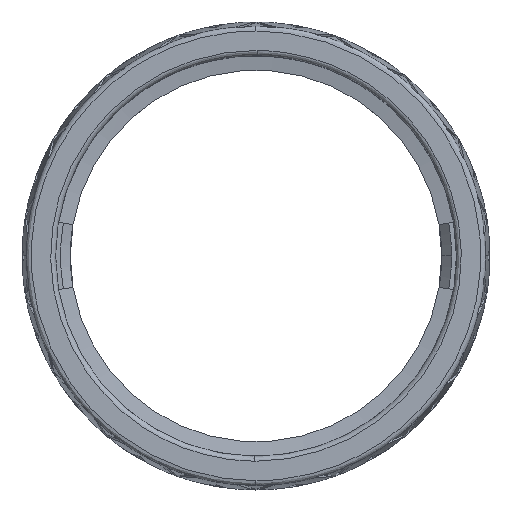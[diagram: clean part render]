
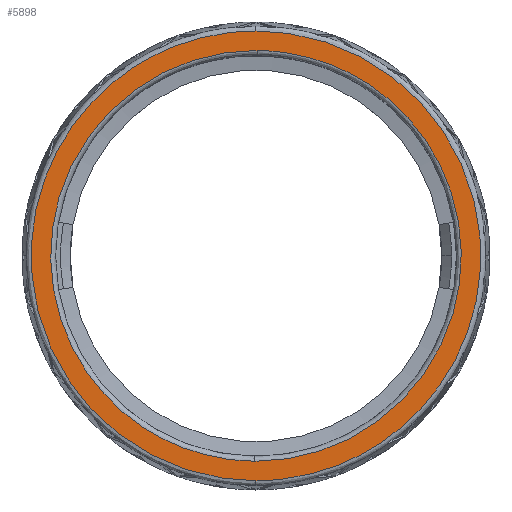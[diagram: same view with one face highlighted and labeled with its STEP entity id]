
A CAD part, top view. The second image highlights one B-rep face of the part: STEP entity #5898.
In plain terms, the highlighted planar face has unit normal (0, 0, 1).
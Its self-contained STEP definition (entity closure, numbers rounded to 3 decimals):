
#103 = VERTEX_POINT ( 'NONE', #17823 ) ;
#934 =( BOUNDED_CURVE ( )  B_SPLINE_CURVE ( 3, ( #18594, #16065, #21037, #5897 ),
 .UNSPECIFIED., .F., .F. ) 
 B_SPLINE_CURVE_WITH_KNOTS ( ( 4, 4 ),
 ( 0., 0.998 ),
 .UNSPECIFIED. ) 
 CURVE ( )  GEOMETRIC_REPRESENTATION_ITEM ( )  RATIONAL_B_SPLINE_CURVE ( ( 1., 0.335, 0.335, 1. ) ) 
 REPRESENTATION_ITEM ( '' )  );
#973 = CARTESIAN_POINT ( 'NONE',  ( 0.077, 20.95, 9.4 ) ) ;
#1312 = CARTESIAN_POINT ( 'NONE',  ( 0., -22.941, 9.4 ) ) ;
#1463 = EDGE_CURVE ( 'NONE', #103, #4147, #19885, .T. ) ;
#2527 = VERTEX_POINT ( 'NONE', #5224 ) ;
#3279 = AXIS2_PLACEMENT_3D ( 'NONE', #12497, #11915, #11836 ) ;
#3573 = CARTESIAN_POINT ( 'NONE',  ( 0., 20.95, 9.4 ) ) ;
#3905 =( BOUNDED_CURVE ( )  B_SPLINE_CURVE ( 3, ( #6155, #6262, #6226, #6149 ),
 .UNSPECIFIED., .F., .T. ) 
 B_SPLINE_CURVE_WITH_KNOTS ( ( 4, 4 ),
 ( 0., 1. ),
 .UNSPECIFIED. ) 
 CURVE ( )  GEOMETRIC_REPRESENTATION_ITEM ( )  RATIONAL_B_SPLINE_CURVE ( ( 1., 0.333, 0.333, 1. ) ) 
 REPRESENTATION_ITEM ( '' )  );
#4147 = VERTEX_POINT ( 'NONE', #26310 ) ;
#5224 = CARTESIAN_POINT ( 'NONE',  ( 0.116, 20.95, 9.4 ) ) ;
#5897 = CARTESIAN_POINT ( 'NONE',  ( -0.116, -20.95, 9.4 ) ) ;
#5898 = ADVANCED_FACE ( 'NONE', ( #26305, #26210 ), #11906, .F. ) ;
#6110 = EDGE_CURVE ( 'NONE', #8045, #27164, #3905, .T. ) ;
#6149 = CARTESIAN_POINT ( 'NONE',  ( 0., 22.941, 9.4 ) ) ;
#6155 = CARTESIAN_POINT ( 'NONE',  ( 0., -22.941, 9.4 ) ) ;
#6226 = CARTESIAN_POINT ( 'NONE',  ( -45.883, 22.941, 9.4 ) ) ;
#6262 = CARTESIAN_POINT ( 'NONE',  ( -45.883, -22.941, 9.4 ) ) ;
#6382 = CARTESIAN_POINT ( 'NONE',  ( 0., -22.941, 9.4 ) ) ;
#7094 = CARTESIAN_POINT ( 'NONE',  ( 0., -20.95, 9.4 ) ) ;
#7160 = CARTESIAN_POINT ( 'NONE',  ( 0., 22.941, 9.4 ) ) ;
#7325 = CARTESIAN_POINT ( 'NONE',  ( -0.039, -20.95, 9.4 ) ) ;
#7440 = CARTESIAN_POINT ( 'NONE',  ( 0., 22.941, 9.4 ) ) ;
#7913 = CARTESIAN_POINT ( 'NONE',  ( -0.116, -20.95, 9.4 ) ) ;
#8045 = VERTEX_POINT ( 'NONE', #1312 ) ;
#8506 = CARTESIAN_POINT ( 'NONE',  ( -0.077, -20.95, 9.4 ) ) ;
#9421 = EDGE_CURVE ( 'NONE', #4147, #2527, #26378, .T. ) ;
#11836 = DIRECTION ( 'NONE',  ( -1., 0., 0. ) ) ;
#11906 = PLANE ( 'NONE',  #3279 ) ;
#11915 = DIRECTION ( 'NONE',  ( 0., 0., -1. ) ) ;
#12497 = CARTESIAN_POINT ( 'NONE',  ( 0., 23.87, 9.4 ) ) ;
#12716 = EDGE_CURVE ( 'NONE', #27164, #8045, #31131, .T. ) ;
#13840 = CARTESIAN_POINT ( 'NONE',  ( 0.116, 20.95, 9.4 ) ) ;
#13892 = CARTESIAN_POINT ( 'NONE',  ( 0.116, 20.95, 9.4 ) ) ;
#13962 = CARTESIAN_POINT ( 'NONE',  ( 41.784, 20.719, 9.4 ) ) ;
#13971 = CARTESIAN_POINT ( 'NONE',  ( 45.883, 22.941, 9.4 ) ) ;
#14000 = CARTESIAN_POINT ( 'NONE',  ( 0., -20.95, 9.4 ) ) ;
#14006 = CARTESIAN_POINT ( 'NONE',  ( 41.669, -20.95, 9.4 ) ) ;
#16065 = CARTESIAN_POINT ( 'NONE',  ( -41.669, 20.95, 9.4 ) ) ;
#17823 = CARTESIAN_POINT ( 'NONE',  ( -0.116, -20.95, 9.4 ) ) ;
#18594 = CARTESIAN_POINT ( 'NONE',  ( 0., 20.95, 9.4 ) ) ;
#18924 = CARTESIAN_POINT ( 'NONE',  ( 0.039, 20.95, 9.4 ) ) ;
#19622 = ORIENTED_EDGE ( 'NONE', *, *, #21564, .F. ) ;
#19885 =( BOUNDED_CURVE ( )  B_SPLINE_CURVE ( 3, ( #7913, #8506, #7325, #7094 ),
 .UNSPECIFIED., .F., .T. ) 
 B_SPLINE_CURVE_WITH_KNOTS ( ( 4, 4 ),
 ( 0.998, 1. ),
 .UNSPECIFIED. ) 
 CURVE ( )  GEOMETRIC_REPRESENTATION_ITEM ( )  RATIONAL_B_SPLINE_CURVE ( ( 1., 1., 1., 1. ) ) 
 REPRESENTATION_ITEM ( '' )  );
#20029 = VERTEX_POINT ( 'NONE', #25637 ) ;
#20279 = ORIENTED_EDGE ( 'NONE', *, *, #21617, .F. ) ;
#20527 = ORIENTED_EDGE ( 'NONE', *, *, #9421, .F. ) ;
#21037 = CARTESIAN_POINT ( 'NONE',  ( -41.784, -20.719, 9.4 ) ) ;
#21478 = CARTESIAN_POINT ( 'NONE',  ( 45.883, -22.941, 9.4 ) ) ;
#21564 = EDGE_CURVE ( 'NONE', #20029, #103, #934, .T. ) ;
#21617 = EDGE_CURVE ( 'NONE', #2527, #20029, #27912, .T. ) ;
#22088 = ORIENTED_EDGE ( 'NONE', *, *, #1463, .F. ) ;
#22890 = ORIENTED_EDGE ( 'NONE', *, *, #6110, .F. ) ;
#23755 = ORIENTED_EDGE ( 'NONE', *, *, #12716, .F. ) ;
#25637 = CARTESIAN_POINT ( 'NONE',  ( 0., 20.95, 9.4 ) ) ;
#26070 = EDGE_LOOP ( 'NONE', ( #22890, #23755 ) ) ;
#26210 = FACE_OUTER_BOUND ( 'NONE', #26070, .T. ) ;
#26305 = FACE_BOUND ( 'NONE', #26984, .T. ) ;
#26310 = CARTESIAN_POINT ( 'NONE',  ( 0., -20.95, 9.4 ) ) ;
#26378 =( BOUNDED_CURVE ( )  B_SPLINE_CURVE ( 3, ( #14000, #14006, #13962, #13892 ),
 .UNSPECIFIED., .F., .T. ) 
 B_SPLINE_CURVE_WITH_KNOTS ( ( 4, 4 ),
 ( 0., 0.998 ),
 .UNSPECIFIED. ) 
 CURVE ( )  GEOMETRIC_REPRESENTATION_ITEM ( )  RATIONAL_B_SPLINE_CURVE ( ( 1., 0.335, 0.335, 1. ) ) 
 REPRESENTATION_ITEM ( '' )  );
#26984 = EDGE_LOOP ( 'NONE', ( #19622, #20279, #20527, #22088 ) ) ;
#27164 = VERTEX_POINT ( 'NONE', #7440 ) ;
#27912 =( BOUNDED_CURVE ( )  B_SPLINE_CURVE ( 3, ( #13840, #973, #18924, #3573 ),
 .UNSPECIFIED., .F., .T. ) 
 B_SPLINE_CURVE_WITH_KNOTS ( ( 4, 4 ),
 ( 0.998, 1. ),
 .UNSPECIFIED. ) 
 CURVE ( )  GEOMETRIC_REPRESENTATION_ITEM ( )  RATIONAL_B_SPLINE_CURVE ( ( 1., 1., 1., 1. ) ) 
 REPRESENTATION_ITEM ( '' )  );
#31131 =( BOUNDED_CURVE ( )  B_SPLINE_CURVE ( 3, ( #7160, #13971, #21478, #6382 ),
 .UNSPECIFIED., .F., .F. ) 
 B_SPLINE_CURVE_WITH_KNOTS ( ( 4, 4 ),
 ( 0., 1. ),
 .UNSPECIFIED. ) 
 CURVE ( )  GEOMETRIC_REPRESENTATION_ITEM ( )  RATIONAL_B_SPLINE_CURVE ( ( 1., 0.333, 0.333, 1. ) ) 
 REPRESENTATION_ITEM ( '' )  );
